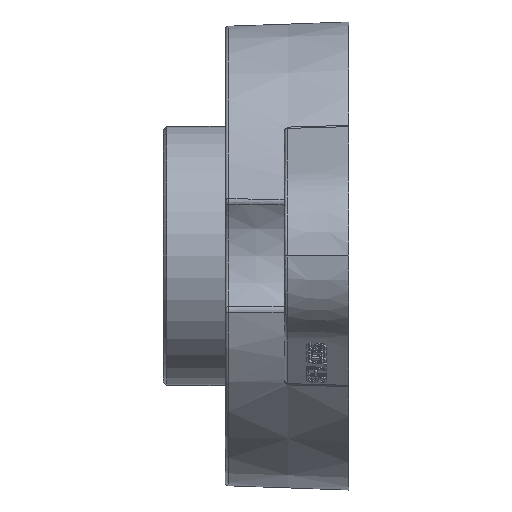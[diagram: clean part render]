
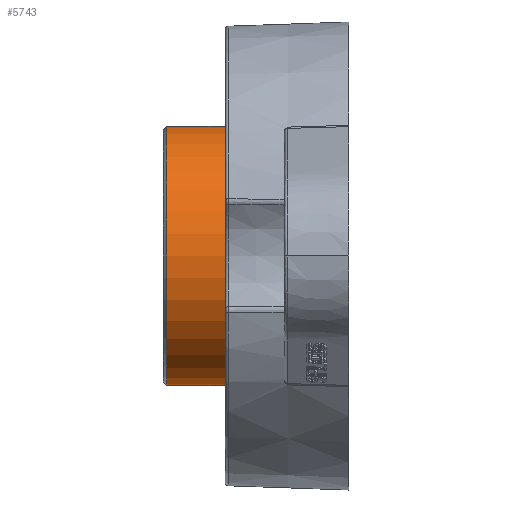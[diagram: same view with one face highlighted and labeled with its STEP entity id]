
A CAD part, left-side view. The second image highlights one B-rep face of the part: STEP entity #5743.
In plain terms, the highlighted cylindrical face has radius 19.1 mm (diameter 38.2 mm), a full revolution.
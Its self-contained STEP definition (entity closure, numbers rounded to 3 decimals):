
#1182=B_SPLINE_CURVE_WITH_KNOTS($,3,(#7774,#7775,#7776,#7777,#7778,#7779,
#7780,#7781,#7782,#7783,#7784,#7785,#7786,#7787,#7788,#7789,#7790,#7791),
 .UNSPECIFIED.,.F.,.F.,(4,2,2,2,2,2,2,2,4),(-0.754,-0.66,
-0.566,-0.471,-0.377,-0.283,
-0.189,-0.094,0.),.UNSPECIFIED.);
#1183=B_SPLINE_CURVE_WITH_KNOTS($,3,(#7792,#7793,#7794,#7795,#7796,#7797,
#7798,#7799,#7800,#7801,#7802,#7803,#7804,#7805,#7806,#7807,#7808,#7809),
 .UNSPECIFIED.,.F.,.F.,(4,2,2,2,2,2,2,2,4),(-1.509,-1.414,
-1.32,-1.226,-1.131,-1.037,
-0.943,-0.849,-0.754),.UNSPECIFIED.);
#1184=B_SPLINE_CURVE_WITH_KNOTS($,3,(#7812,#7813,#7814,#7815,#7816,#7817,
#7818,#7819,#7820,#7821,#7822,#7823,#7824,#7825,#7826,#7827,#7828,#7829),
 .UNSPECIFIED.,.F.,.F.,(4,2,2,2,2,2,2,2,4),(-1.509,-1.414,
-1.32,-1.226,-1.131,-1.037,
-0.943,-0.849,-0.754),.UNSPECIFIED.);
#1185=B_SPLINE_CURVE_WITH_KNOTS($,3,(#7830,#7831,#7832,#7833,#7834,#7835,
#7836,#7837,#7838,#7839,#7840,#7841,#7842,#7843,#7844,#7845,#7846,#7847),
 .UNSPECIFIED.,.F.,.F.,(4,2,2,2,2,2,2,2,4),(-0.754,-0.66,
-0.566,-0.471,-0.377,-0.283,
-0.189,-0.094,0.),.UNSPECIFIED.);
#1333=CYLINDRICAL_SURFACE($,#6066,19.1);
#1389=FACE_BOUND($,#1757,.T.);
#1390=FACE_BOUND($,#1758,.T.);
#1391=FACE_BOUND($,#1759,.T.);
#1443=FACE_OUTER_BOUND($,#1756,.T.);
#1756=EDGE_LOOP($,(#3575));
#1757=EDGE_LOOP($,(#3576));
#1758=EDGE_LOOP($,(#3577,#3578));
#1759=EDGE_LOOP($,(#3579,#3580));
#2109=CIRCLE($,#6065,19.1);
#2110=CIRCLE($,#6067,19.1);
#2195=VERTEX_POINT($,#7767);
#2196=VERTEX_POINT($,#7770);
#2197=VERTEX_POINT($,#7772);
#2198=VERTEX_POINT($,#7773);
#2199=VERTEX_POINT($,#7810);
#2200=VERTEX_POINT($,#7811);
#2750=EDGE_CURVE($,#2195,#2195,#2109,.T.);
#2751=EDGE_CURVE($,#2196,#2196,#2110,.T.);
#2752=EDGE_CURVE($,#2197,#2198,#1182,.T.);
#2753=EDGE_CURVE($,#2198,#2197,#1183,.T.);
#2754=EDGE_CURVE($,#2199,#2200,#1184,.T.);
#2755=EDGE_CURVE($,#2200,#2199,#1185,.T.);
#3575=ORIENTED_EDGE($,*,*,#2751,.F.);
#3576=ORIENTED_EDGE($,*,*,#2750,.F.);
#3577=ORIENTED_EDGE($,*,*,#2752,.T.);
#3578=ORIENTED_EDGE($,*,*,#2753,.T.);
#3579=ORIENTED_EDGE($,*,*,#2754,.T.);
#3580=ORIENTED_EDGE($,*,*,#2755,.T.);
#5743=ADVANCED_FACE($,(#1443,#1389,#1390,#1391),#1333,.T.);
#6065=AXIS2_PLACEMENT_3D($,#7768,#6448,#6449);
#6066=AXIS2_PLACEMENT_3D($,#7769,#6450,#6451);
#6067=AXIS2_PLACEMENT_3D($,#7771,#6452,#6453);
#6448=DIRECTION('center_axis',(0.,-1.,0.));
#6449=DIRECTION('ref_axis',(-1.,0.,0.));
#6450=DIRECTION('center_axis',(0.,1.,0.));
#6451=DIRECTION('ref_axis',(0.,0.,1.));
#6452=DIRECTION('center_axis',(0.,1.,0.));
#6453=DIRECTION('ref_axis',(0.,0.,1.));
#7767=CARTESIAN_POINT('',(-19.1,12.2,0.));
#7768=CARTESIAN_POINT('Origin',(0.,12.2,0.));
#7769=CARTESIAN_POINT('Origin',(0.,13.,0.));
#7770=CARTESIAN_POINT('',(0.,23.9,-19.1));
#7771=CARTESIAN_POINT('Origin',(0.,23.9,0.));
#7772=CARTESIAN_POINT('',(11.622,19.7,15.157));
#7773=CARTESIAN_POINT('',(15.157,19.7,11.622));
#7774=CARTESIAN_POINT('Ctrl Pts',(11.622,19.7,15.157));
#7775=CARTESIAN_POINT('Ctrl Pts',(11.622,20.014,15.157));
#7776=CARTESIAN_POINT('Ctrl Pts',(11.672,20.349,15.119));
#7777=CARTESIAN_POINT('Ctrl Pts',(11.875,20.965,14.96));
#7778=CARTESIAN_POINT('Ctrl Pts',(12.026,21.246,14.84));
#7779=CARTESIAN_POINT('Ctrl Pts',(12.369,21.69,14.556));
#7780=CARTESIAN_POINT('Ctrl Pts',(12.583,21.882,14.372));
#7781=CARTESIAN_POINT('Ctrl Pts',(13.041,22.137,13.959));
#7782=CARTESIAN_POINT('Ctrl Pts',(13.284,22.2,13.728));
#7783=CARTESIAN_POINT('Ctrl Pts',(13.728,22.2,13.284));
#7784=CARTESIAN_POINT('Ctrl Pts',(13.959,22.137,13.041));
#7785=CARTESIAN_POINT('Ctrl Pts',(14.372,21.882,12.583));
#7786=CARTESIAN_POINT('Ctrl Pts',(14.556,21.69,12.369));
#7787=CARTESIAN_POINT('Ctrl Pts',(14.84,21.246,12.026));
#7788=CARTESIAN_POINT('Ctrl Pts',(14.96,20.965,11.875));
#7789=CARTESIAN_POINT('Ctrl Pts',(15.119,20.349,11.672));
#7790=CARTESIAN_POINT('Ctrl Pts',(15.157,20.014,11.622));
#7791=CARTESIAN_POINT('Ctrl Pts',(15.157,19.7,11.622));
#7792=CARTESIAN_POINT('Ctrl Pts',(15.157,19.7,11.622));
#7793=CARTESIAN_POINT('Ctrl Pts',(15.157,19.386,11.622));
#7794=CARTESIAN_POINT('Ctrl Pts',(15.119,19.051,11.672));
#7795=CARTESIAN_POINT('Ctrl Pts',(14.96,18.435,11.875));
#7796=CARTESIAN_POINT('Ctrl Pts',(14.84,18.154,12.026));
#7797=CARTESIAN_POINT('Ctrl Pts',(14.556,17.71,12.369));
#7798=CARTESIAN_POINT('Ctrl Pts',(14.372,17.518,12.583));
#7799=CARTESIAN_POINT('Ctrl Pts',(13.959,17.263,13.041));
#7800=CARTESIAN_POINT('Ctrl Pts',(13.728,17.2,13.284));
#7801=CARTESIAN_POINT('Ctrl Pts',(13.284,17.2,13.728));
#7802=CARTESIAN_POINT('Ctrl Pts',(13.041,17.263,13.959));
#7803=CARTESIAN_POINT('Ctrl Pts',(12.583,17.518,14.372));
#7804=CARTESIAN_POINT('Ctrl Pts',(12.369,17.71,14.556));
#7805=CARTESIAN_POINT('Ctrl Pts',(12.026,18.154,14.84));
#7806=CARTESIAN_POINT('Ctrl Pts',(11.875,18.435,14.96));
#7807=CARTESIAN_POINT('Ctrl Pts',(11.672,19.051,15.119));
#7808=CARTESIAN_POINT('Ctrl Pts',(11.622,19.386,15.157));
#7809=CARTESIAN_POINT('Ctrl Pts',(11.622,19.7,15.157));
#7810=CARTESIAN_POINT('',(15.157,19.7,-11.622));
#7811=CARTESIAN_POINT('',(11.622,19.7,-15.157));
#7812=CARTESIAN_POINT('Ctrl Pts',(15.157,19.7,-11.622));
#7813=CARTESIAN_POINT('Ctrl Pts',(15.157,20.014,-11.622));
#7814=CARTESIAN_POINT('Ctrl Pts',(15.119,20.349,-11.672));
#7815=CARTESIAN_POINT('Ctrl Pts',(14.96,20.965,-11.875));
#7816=CARTESIAN_POINT('Ctrl Pts',(14.84,21.246,-12.026));
#7817=CARTESIAN_POINT('Ctrl Pts',(14.556,21.69,-12.369));
#7818=CARTESIAN_POINT('Ctrl Pts',(14.372,21.882,-12.583));
#7819=CARTESIAN_POINT('Ctrl Pts',(13.959,22.137,-13.041));
#7820=CARTESIAN_POINT('Ctrl Pts',(13.728,22.2,-13.284));
#7821=CARTESIAN_POINT('Ctrl Pts',(13.284,22.2,-13.728));
#7822=CARTESIAN_POINT('Ctrl Pts',(13.041,22.137,-13.959));
#7823=CARTESIAN_POINT('Ctrl Pts',(12.583,21.882,-14.372));
#7824=CARTESIAN_POINT('Ctrl Pts',(12.369,21.69,-14.556));
#7825=CARTESIAN_POINT('Ctrl Pts',(12.026,21.246,-14.84));
#7826=CARTESIAN_POINT('Ctrl Pts',(11.875,20.965,-14.96));
#7827=CARTESIAN_POINT('Ctrl Pts',(11.672,20.349,-15.119));
#7828=CARTESIAN_POINT('Ctrl Pts',(11.622,20.014,-15.157));
#7829=CARTESIAN_POINT('Ctrl Pts',(11.622,19.7,-15.157));
#7830=CARTESIAN_POINT('Ctrl Pts',(11.622,19.7,-15.157));
#7831=CARTESIAN_POINT('Ctrl Pts',(11.622,19.386,-15.157));
#7832=CARTESIAN_POINT('Ctrl Pts',(11.672,19.051,-15.119));
#7833=CARTESIAN_POINT('Ctrl Pts',(11.875,18.435,-14.96));
#7834=CARTESIAN_POINT('Ctrl Pts',(12.026,18.154,-14.84));
#7835=CARTESIAN_POINT('Ctrl Pts',(12.369,17.71,-14.556));
#7836=CARTESIAN_POINT('Ctrl Pts',(12.583,17.518,-14.372));
#7837=CARTESIAN_POINT('Ctrl Pts',(13.041,17.263,-13.959));
#7838=CARTESIAN_POINT('Ctrl Pts',(13.284,17.2,-13.728));
#7839=CARTESIAN_POINT('Ctrl Pts',(13.728,17.2,-13.284));
#7840=CARTESIAN_POINT('Ctrl Pts',(13.959,17.263,-13.041));
#7841=CARTESIAN_POINT('Ctrl Pts',(14.372,17.518,-12.583));
#7842=CARTESIAN_POINT('Ctrl Pts',(14.556,17.71,-12.369));
#7843=CARTESIAN_POINT('Ctrl Pts',(14.84,18.154,-12.026));
#7844=CARTESIAN_POINT('Ctrl Pts',(14.96,18.435,-11.875));
#7845=CARTESIAN_POINT('Ctrl Pts',(15.119,19.051,-11.672));
#7846=CARTESIAN_POINT('Ctrl Pts',(15.157,19.386,-11.622));
#7847=CARTESIAN_POINT('Ctrl Pts',(15.157,19.7,-11.622));
